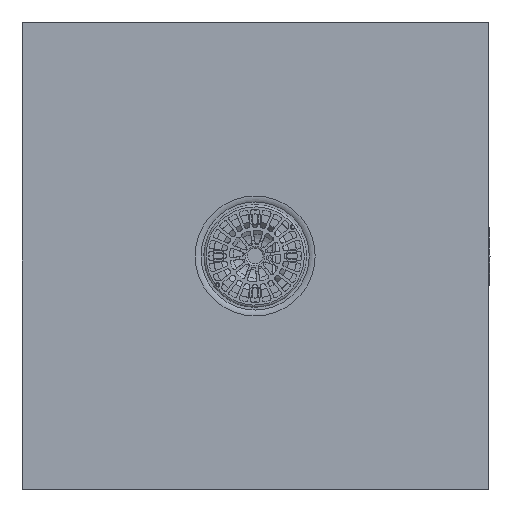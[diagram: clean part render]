
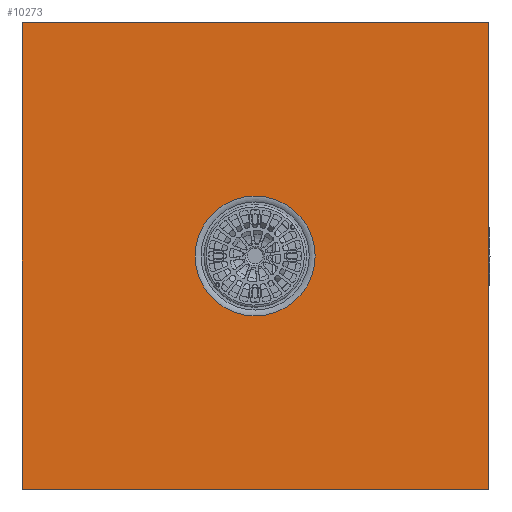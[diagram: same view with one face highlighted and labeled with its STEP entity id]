
A CAD part, top view. The second image highlights one B-rep face of the part: STEP entity #10273.
In plain terms, the highlighted planar face has unit normal (0, 0, 1).
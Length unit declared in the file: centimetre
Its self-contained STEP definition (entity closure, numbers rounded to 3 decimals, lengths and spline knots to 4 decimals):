
#157=FACE_BOUND('',#1789,.T.);
#868=PLANE('',#11109);
#1195=FACE_OUTER_BOUND('',#1788,.T.);
#1788=EDGE_LOOP('',(#7879,#7880,#7881,#7882));
#1789=EDGE_LOOP('',(#7883));
#2395=LINE('',#18213,#3046);
#2399=LINE('',#18220,#3050);
#2402=LINE('',#18226,#3053);
#2403=LINE('',#18228,#3054);
#3046=VECTOR('',#12967,1.);
#3050=VECTOR('',#12973,1.);
#3053=VECTOR('',#12978,1.);
#3054=VECTOR('',#12981,1.);
#3753=CIRCLE('',#11079,64.3137);
#4479=VERTEX_POINT('',#18164);
#4494=VERTEX_POINT('',#18210);
#4495=VERTEX_POINT('',#18212);
#4497=VERTEX_POINT('',#18218);
#4499=VERTEX_POINT('',#18224);
#5716=EDGE_CURVE('',#4479,#4479,#3753,.T.);
#5739=EDGE_CURVE('',#4494,#4495,#2395,.T.);
#5743=EDGE_CURVE('',#4497,#4494,#2399,.T.);
#5746=EDGE_CURVE('',#4499,#4497,#2402,.T.);
#5747=EDGE_CURVE('',#4495,#4499,#2403,.T.);
#7879=ORIENTED_EDGE('',*,*,#5739,.F.);
#7880=ORIENTED_EDGE('',*,*,#5743,.F.);
#7881=ORIENTED_EDGE('',*,*,#5746,.F.);
#7882=ORIENTED_EDGE('',*,*,#5747,.F.);
#7883=ORIENTED_EDGE('',*,*,#5716,.T.);
#10273=ADVANCED_FACE('',(#1195,#157),#868,.F.);
#11079=AXIS2_PLACEMENT_3D('',#18165,#12907,#12908);
#11109=AXIS2_PLACEMENT_3D('',#18227,#12979,#12980);
#12907=DIRECTION('center_axis',(0.,0.,-1.));
#12908=DIRECTION('ref_axis',(1.,0.,0.));
#12967=DIRECTION('',(0.,-1.,0.));
#12973=DIRECTION('',(1.,0.,0.));
#12978=DIRECTION('',(0.,1.,0.));
#12979=DIRECTION('center_axis',(0.,0.,-1.));
#12980=DIRECTION('ref_axis',(-1.,0.,0.));
#12981=DIRECTION('',(-1.,0.,0.));
#18164=CARTESIAN_POINT('',(1291.0199,381.8311,70.3595));
#18165=CARTESIAN_POINT('Origin',(1291.0199,446.1448,70.3595));
#18210=CARTESIAN_POINT('',(1541.0199,696.1448,70.3595));
#18212=CARTESIAN_POINT('',(1541.0199,196.1448,70.3595));
#18213=CARTESIAN_POINT('',(1541.0199,446.1448,70.3595));
#18218=CARTESIAN_POINT('',(1041.0199,696.1448,70.3595));
#18220=CARTESIAN_POINT('',(1291.0199,696.1448,70.3595));
#18224=CARTESIAN_POINT('',(1041.0199,196.1448,70.3595));
#18226=CARTESIAN_POINT('',(1041.0199,446.1448,70.3595));
#18227=CARTESIAN_POINT('Origin',(1291.0199,446.1448,70.3595));
#18228=CARTESIAN_POINT('',(1291.0199,196.1448,70.3595));
